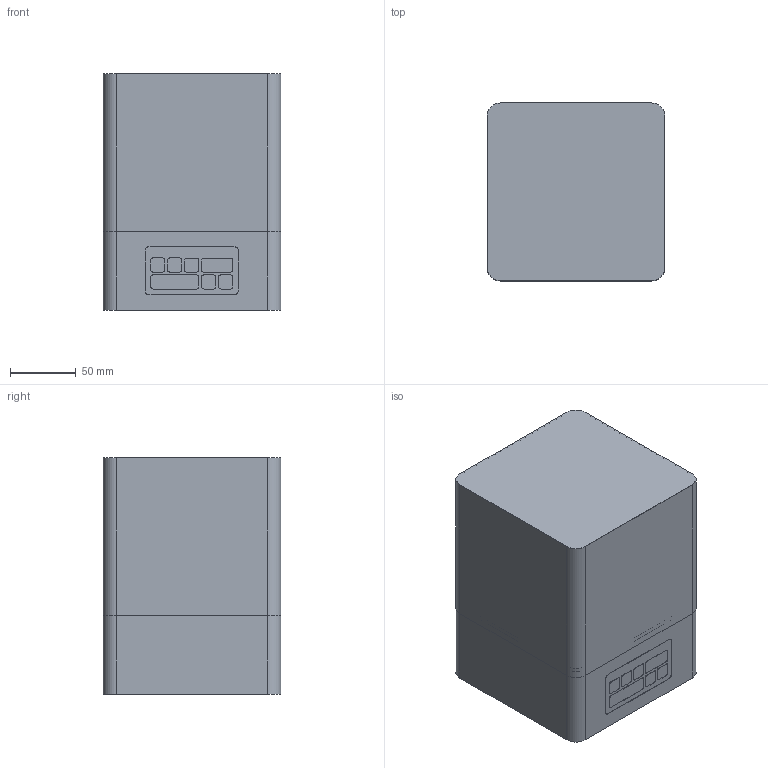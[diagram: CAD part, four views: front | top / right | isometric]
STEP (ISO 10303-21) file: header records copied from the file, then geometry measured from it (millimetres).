
FILE_DESCRIPTION(('FreeCAD Model'),'2;1');
FILE_NAME('Open CASCADE Shape Model','2024-05-26T10:18:41',(''),(''), 'Open CASCADE STEP processor 7.6','FreeCAD','Unknown');
FILE_SCHEMA(('AUTOMOTIVE_DESIGN { 1 0 10303 214 1 1 1 1 }'));
Length unit declared in the file: millimetre
Products named in the file (5): Лампа; Основа; Крепление ленты; Плафон; Лого
Assembly tree (4 placements, depth 2):
  Лампа
    Основа
    Крепление ленты
    Плафон
    Лого
Bounding box: 135 x 135 x 180 mm (x, y, z)
Volume: 320439.2 mm3; surface area: 342910.1 mm2
Topology: 4 solids, 4 shells, 285 faces, 748 edges, 491 vertices
Faces by surface type: extrusion 128, plane 92, cylinder 57, torus 4, cone 4
Full cylindrical faces by diameter (mm): 2.9 x4, 6 x4
Entity records: 9100 total; most frequent: CARTESIAN_POINT 2297, ORIENTED_EDGE 1496, DIRECTION 1068, EDGE_CURVE 748, VECTOR 496, VERTEX_POINT 491, B_SPLINE_CURVE_WITH_KNOTS 384, LINE 368
